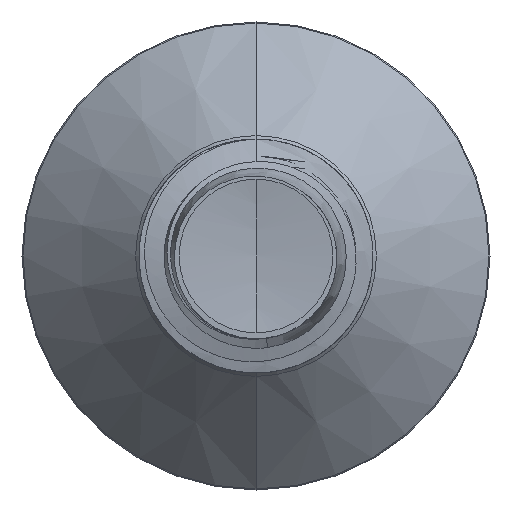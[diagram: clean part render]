
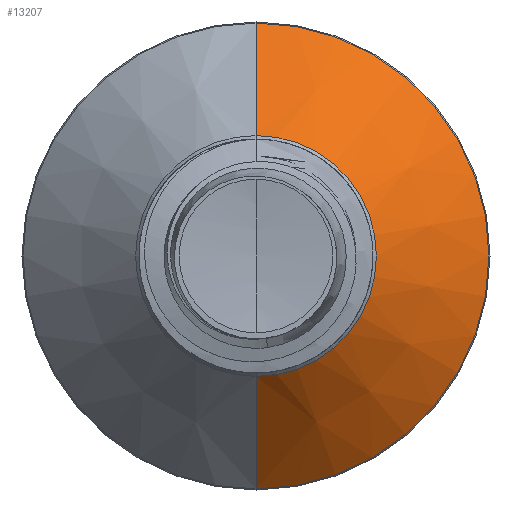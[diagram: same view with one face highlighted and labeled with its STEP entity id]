
A CAD part, front view. The second image highlights one B-rep face of the part: STEP entity #13207.
In plain terms, the highlighted conical face has half-angle 45 degrees and reference radius 3.088 mm.
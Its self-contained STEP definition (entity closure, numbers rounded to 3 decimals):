
#1782 = FACE_OUTER_BOUND ( 'NONE', #17690, .T. ) ;
#1900 = DIRECTION ( 'NONE',  ( 0., 0., 1. ) ) ;
#3408 = VECTOR ( 'NONE', #31820, 1000. ) ;
#4347 = AXIS2_PLACEMENT_3D ( 'NONE', #36256, #21943, #16294 ) ;
#5501 = AXIS2_PLACEMENT_3D ( 'NONE', #37059, #19818, #1900 ) ;
#6120 = EDGE_CURVE ( 'NONE', #16131, #13227, #19195, .T. ) ;
#7888 = CARTESIAN_POINT ( 'NONE',  ( 0., 26.239, -3.089 ) ) ;
#9955 = CARTESIAN_POINT ( 'NONE',  ( 0., 29.124, 5.974 ) ) ;
#10079 = EDGE_CURVE ( 'NONE', #23606, #26137, #22695, .T. ) ;
#11425 = EDGE_CURVE ( 'NONE', #26137, #13227, #24935, .T. ) ;
#11967 = DIRECTION ( 'NONE',  ( 0., 1., 0. ) ) ;
#13207 = ADVANCED_FACE ( 'NONE', ( #1782 ), #16948, .T. ) ;
#13227 = VERTEX_POINT ( 'NONE', #24835 ) ;
#13743 = CARTESIAN_POINT ( 'NONE',  ( 0., 26.239, 3.089 ) ) ;
#15390 = EDGE_CURVE ( 'NONE', #23606, #16131, #26660, .T. ) ;
#16131 = VERTEX_POINT ( 'NONE', #9955 ) ;
#16294 = DIRECTION ( 'NONE',  ( 0., 0., 1. ) ) ;
#16948 = CONICAL_SURFACE ( 'NONE', #4347, 3.089, 0.785 ) ;
#17690 = EDGE_LOOP ( 'NONE', ( #24882, #25477, #25551, #25687 ) ) ;
#19195 = CIRCLE ( 'NONE', #5501, 5.974 ) ;
#19818 = DIRECTION ( 'NONE',  ( 0., 1., 0. ) ) ;
#21943 = DIRECTION ( 'NONE',  ( 0., 1., 0. ) ) ;
#22404 = DIRECTION ( 'NONE',  ( 0., 0.707, -0.707 ) ) ;
#22695 = CIRCLE ( 'NONE', #23313, 3.089 ) ;
#23313 = AXIS2_PLACEMENT_3D ( 'NONE', #28953, #11967, #31752 ) ;
#23606 = VERTEX_POINT ( 'NONE', #13743 ) ;
#24476 = CARTESIAN_POINT ( 'NONE',  ( 0., 26.239, -3.089 ) ) ;
#24835 = CARTESIAN_POINT ( 'NONE',  ( 0., 29.124, -5.974 ) ) ;
#24882 = ORIENTED_EDGE ( 'NONE', *, *, #10079, .T. ) ;
#24935 = LINE ( 'NONE', #7888, #31553 ) ;
#25477 = ORIENTED_EDGE ( 'NONE', *, *, #11425, .T. ) ;
#25551 = ORIENTED_EDGE ( 'NONE', *, *, #6120, .F. ) ;
#25687 = ORIENTED_EDGE ( 'NONE', *, *, #15390, .F. ) ;
#26137 = VERTEX_POINT ( 'NONE', #24476 ) ;
#26660 = LINE ( 'NONE', #29021, #3408 ) ;
#28953 = CARTESIAN_POINT ( 'NONE',  ( 0., 26.239, 0. ) ) ;
#29021 = CARTESIAN_POINT ( 'NONE',  ( 0., 26.239, 3.089 ) ) ;
#31553 = VECTOR ( 'NONE', #22404, 1000. ) ;
#31752 = DIRECTION ( 'NONE',  ( 0., 0., 1. ) ) ;
#31820 = DIRECTION ( 'NONE',  ( 0., 0.707, 0.707 ) ) ;
#36256 = CARTESIAN_POINT ( 'NONE',  ( 0., 26.239, 0. ) ) ;
#37059 = CARTESIAN_POINT ( 'NONE',  ( 0., 29.124, 0. ) ) ;
